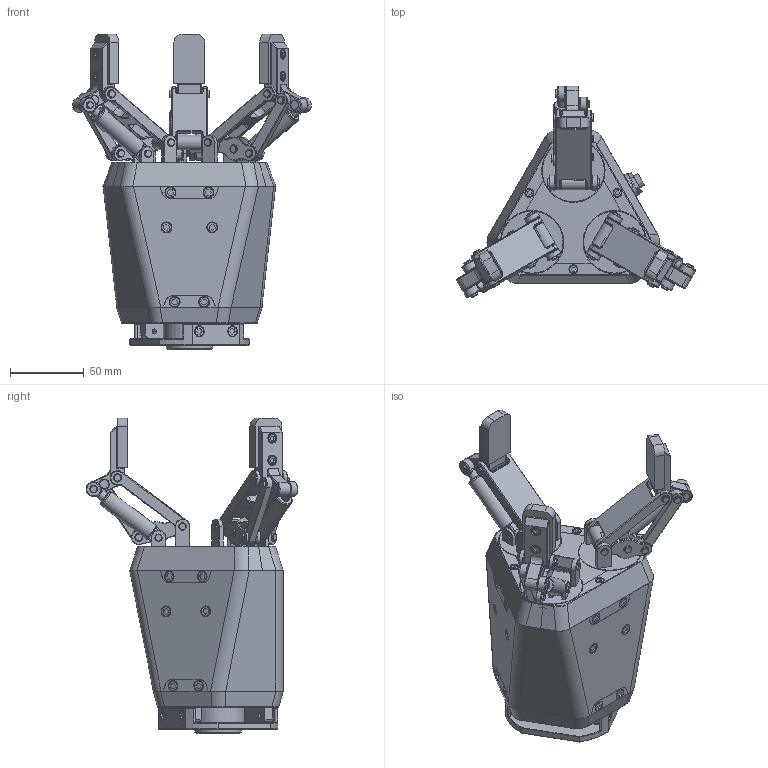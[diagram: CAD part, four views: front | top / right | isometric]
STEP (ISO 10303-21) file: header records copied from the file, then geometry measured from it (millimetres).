
FILE_DESCRIPTION (( 'STEP AP214' ), '1' );
FILE_NAME ('DH-3.STEP', '2020-08-07T04:58:49', ( '' ), ( '' ), 'SwSTEP 2.0', 'SolidWorks 2016', '' );
FILE_SCHEMA (( 'AUTOMOTIVE_DESIGN' ));
Length unit declared in the file: millimetre
Products named in the file (33): FINGER_ADAPTIVE_LINK; FINGER_DISTAL_PHALANX_; FINGER_PROXIMAL_PHALANX; FINGER_CRANK_NR; FINGER_PARALLEL_ROB; BODYs; FINGER_DRIVE; FINGER BASE; DH-3; flange
Assembly tree (23 placements, depth 2):
  FINGER_ADAPTIVE_LINK
  FINGER_DISTAL_PHALANX_
  FINGER_DISTAL_PHALANX_
  FINGER_CRANK_NR
  FINGER_PARALLEL_ROB
Bounding box: 161.85 x 143.48 x 213.96 mm (x, y, z)
Volume: 465241.3 mm3; surface area: 196869.2 mm2
Topology: 83 solids, 83 shells, 2282 faces, 5242 edges, 3260 vertices
Faces by surface type: plane 1053, cylinder 594, cone 409, bspline 202, torus 24
Full cylindrical faces by diameter (mm): 3 x6, 3.05 x6, 3.3 x4, 3.95 x2, 4 x3, 4.3 x30, 4.4 x4, 5 x81, 5.03 x6, 5.3 x3, 5.7 x9, 6 x18, 6.2 x6, 6.6 x4, 7 x3, 7.1 x22, 7.2 x3, 7.3 x12, 7.5 x4, 10 x3, 11.5 x6, 12.2 x4, 17 x1, 25 x2, 31.5 x3, 42 x3, 44 x3
Entity records: 45116 total; most frequent: CARTESIAN_POINT 13290, ORIENTED_EDGE 5704, DIRECTION 5606, EDGE_CURVE 2852, AXIS2_PLACEMENT_3D 2048, VERTEX_POINT 1946, EDGE_LOOP 1806, VECTOR 1510
